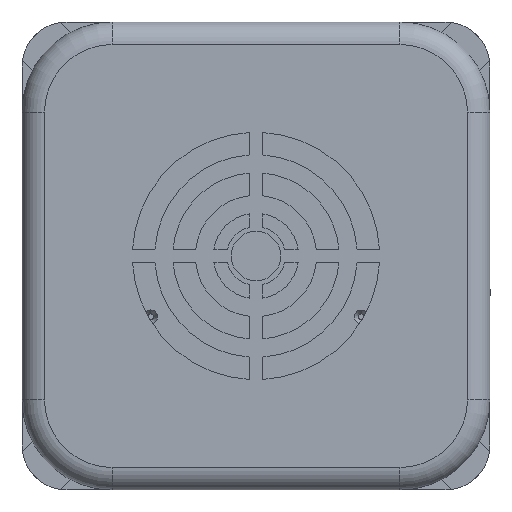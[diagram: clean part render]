
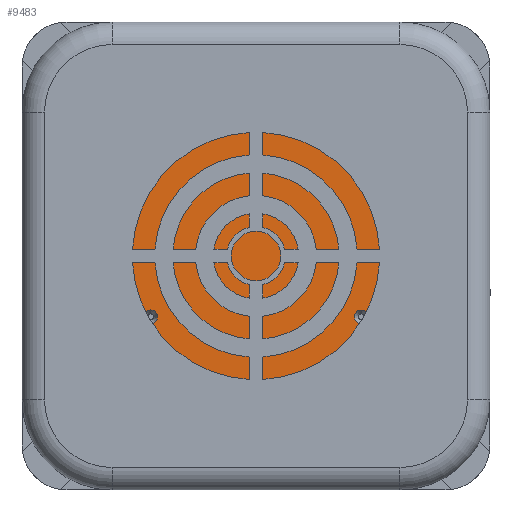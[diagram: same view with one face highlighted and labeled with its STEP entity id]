
A CAD part, front view. The second image highlights one B-rep face of the part: STEP entity #9483.
In plain terms, the highlighted planar face has unit normal (0, -1, 0).
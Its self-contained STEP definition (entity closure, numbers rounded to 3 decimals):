
#164 = ORIENTED_EDGE ( 'NONE', *, *, #11628, .F. ) ;
#198 = CARTESIAN_POINT ( 'NONE',  ( 0., -137.8, 28.5 ) ) ;
#295 = FACE_BOUND ( 'NONE', #2375, .T. ) ;
#340 = VERTEX_POINT ( 'NONE', #691 ) ;
#386 = DIRECTION ( 'NONE',  ( 0., -1., 0. ) ) ;
#489 = EDGE_CURVE ( 'NONE', #8061, #4682, #6770, .T. ) ;
#503 = ORIENTED_EDGE ( 'NONE', *, *, #11257, .F. ) ;
#691 = CARTESIAN_POINT ( 'NONE',  ( -23.383, -137.8, -12. ) ) ;
#940 = DIRECTION ( 'NONE',  ( 0., 0., -1. ) ) ;
#1191 = AXIS2_PLACEMENT_3D ( 'NONE', #7431, #5289, #12958 ) ;
#1681 = DIRECTION ( 'NONE',  ( 0., -1., 0. ) ) ;
#1713 = CIRCLE ( 'NONE', #10529, 1.5 ) ;
#1746 = DIRECTION ( 'NONE',  ( 0., -1., 0. ) ) ;
#1934 = ORIENTED_EDGE ( 'NONE', *, *, #6511, .F. ) ;
#2023 = EDGE_LOOP ( 'NONE', ( #13715, #4146 ) ) ;
#2080 = CIRCLE ( 'NONE', #12344, 1.5 ) ;
#2153 = VERTEX_POINT ( 'NONE', #198 ) ;
#2375 = EDGE_LOOP ( 'NONE', ( #503, #2868 ) ) ;
#2599 = CIRCLE ( 'NONE', #11351, 1.5 ) ;
#2605 = AXIS2_PLACEMENT_3D ( 'NONE', #14163, #7581, #940 ) ;
#2697 = ORIENTED_EDGE ( 'NONE', *, *, #11235, .T. ) ;
#2868 = ORIENTED_EDGE ( 'NONE', *, *, #8983, .F. ) ;
#2953 = FACE_BOUND ( 'NONE', #14090, .T. ) ;
#3220 = CARTESIAN_POINT ( 'NONE',  ( 27., -137.8, 0. ) ) ;
#3909 = CIRCLE ( 'NONE', #8805, 1.5 ) ;
#3919 = CIRCLE ( 'NONE', #9980, 1.5 ) ;
#4146 = ORIENTED_EDGE ( 'NONE', *, *, #489, .F. ) ;
#4299 = CARTESIAN_POINT ( 'NONE',  ( 27., -137.8, 1.5 ) ) ;
#4302 = DIRECTION ( 'NONE',  ( 0., 0., -1. ) ) ;
#4640 = CARTESIAN_POINT ( 'NONE',  ( 0., -137.8, 27. ) ) ;
#4682 = VERTEX_POINT ( 'NONE', #13523 ) ;
#4836 = CARTESIAN_POINT ( 'NONE',  ( -23.383, -137.8, -15. ) ) ;
#4893 = VERTEX_POINT ( 'NONE', #13989 ) ;
#5077 = CARTESIAN_POINT ( 'NONE',  ( 0., -137.8, 0. ) ) ;
#5117 = ORIENTED_EDGE ( 'NONE', *, *, #11455, .F. ) ;
#5250 = VERTEX_POINT ( 'NONE', #11190 ) ;
#5289 = DIRECTION ( 'NONE',  ( 0., -1., 0. ) ) ;
#5355 = DIRECTION ( 'NONE',  ( 0., -1., 0. ) ) ;
#5435 = AXIS2_PLACEMENT_3D ( 'NONE', #6399, #14368, #14337 ) ;
#5538 = DIRECTION ( 'NONE',  ( 0., -1., 0. ) ) ;
#5551 = AXIS2_PLACEMENT_3D ( 'NONE', #5583, #13244, #6687 ) ;
#5562 = FACE_OUTER_BOUND ( 'NONE', #9261, .T. ) ;
#5583 = CARTESIAN_POINT ( 'NONE',  ( 0., -137.8, 0. ) ) ;
#5768 = DIRECTION ( 'NONE',  ( 0., 0., -1. ) ) ;
#5831 = ORIENTED_EDGE ( 'NONE', *, *, #7161, .F. ) ;
#5907 = FACE_BOUND ( 'NONE', #8070, .T. ) ;
#6082 = EDGE_CURVE ( 'NONE', #2153, #6116, #3919, .T. ) ;
#6109 = VERTEX_POINT ( 'NONE', #10158 ) ;
#6116 = VERTEX_POINT ( 'NONE', #9064 ) ;
#6183 = DIRECTION ( 'NONE',  ( 0., 0., -1. ) ) ;
#6399 = CARTESIAN_POINT ( 'NONE',  ( 23.383, -137.8, -13.5 ) ) ;
#6511 = EDGE_CURVE ( 'NONE', #5250, #4893, #3909, .T. ) ;
#6536 = EDGE_LOOP ( 'NONE', ( #5117, #5831 ) ) ;
#6595 = CIRCLE ( 'NONE', #11779, 1.5 ) ;
#6616 = CIRCLE ( 'NONE', #2605, 1.5 ) ;
#6687 = DIRECTION ( 'NONE',  ( 0., 0., -1. ) ) ;
#6696 = CARTESIAN_POINT ( 'NONE',  ( 27., -137.8, 0. ) ) ;
#6770 = CIRCLE ( 'NONE', #5435, 1.5 ) ;
#6791 = AXIS2_PLACEMENT_3D ( 'NONE', #3220, #10928, #4302 ) ;
#7066 = CARTESIAN_POINT ( 'NONE',  ( 0., -137.8, -31. ) ) ;
#7076 = CARTESIAN_POINT ( 'NONE',  ( -27., -137.8, 0. ) ) ;
#7103 = CIRCLE ( 'NONE', #11263, 1.5 ) ;
#7161 = EDGE_CURVE ( 'NONE', #14132, #11641, #9231, .T. ) ;
#7431 = CARTESIAN_POINT ( 'NONE',  ( 0., -137.8, 0. ) ) ;
#7581 = DIRECTION ( 'NONE',  ( 0., -1., 0. ) ) ;
#7724 = EDGE_CURVE ( 'NONE', #6109, #9269, #7831, .T. ) ;
#7768 = DIRECTION ( 'NONE',  ( 0., 0., -1. ) ) ;
#7831 = CIRCLE ( 'NONE', #5551, 31. ) ;
#8061 = VERTEX_POINT ( 'NONE', #13085 ) ;
#8070 = EDGE_LOOP ( 'NONE', ( #164, #1934 ) ) ;
#8168 = DIRECTION ( 'NONE',  ( 0., 0., -1. ) ) ;
#8302 = CARTESIAN_POINT ( 'NONE',  ( -27., -137.8, 0. ) ) ;
#8380 = CARTESIAN_POINT ( 'NONE',  ( -23.383, -137.8, -13.5 ) ) ;
#8478 = FACE_BOUND ( 'NONE', #6536, .T. ) ;
#8805 = AXIS2_PLACEMENT_3D ( 'NONE', #8302, #1681, #9399 ) ;
#8983 = EDGE_CURVE ( 'NONE', #340, #13869, #6616, .T. ) ;
#9064 = CARTESIAN_POINT ( 'NONE',  ( 0., -137.8, 25.5 ) ) ;
#9099 = ORIENTED_EDGE ( 'NONE', *, *, #7724, .T. ) ;
#9231 = CIRCLE ( 'NONE', #6791, 1.5 ) ;
#9261 = EDGE_LOOP ( 'NONE', ( #2697, #9099 ) ) ;
#9269 = VERTEX_POINT ( 'NONE', #7066 ) ;
#9399 = DIRECTION ( 'NONE',  ( 0., 0., -1. ) ) ;
#9461 = DIRECTION ( 'NONE',  ( 0., 0., -1. ) ) ;
#9483 = ADVANCED_FACE ( 'NONE', ( #295, #11739, #2953, #5907, #8478, #5562 ), #9629, .T. ) ;
#9629 = PLANE ( 'NONE',  #1191 ) ;
#9980 = AXIS2_PLACEMENT_3D ( 'NONE', #4640, #12333, #5768 ) ;
#10158 = CARTESIAN_POINT ( 'NONE',  ( 0., -137.8, 31. ) ) ;
#10529 = AXIS2_PLACEMENT_3D ( 'NONE', #7076, #386, #8168 ) ;
#10928 = DIRECTION ( 'NONE',  ( 0., -1., 0. ) ) ;
#11190 = CARTESIAN_POINT ( 'NONE',  ( -27., -137.8, 1.5 ) ) ;
#11235 = EDGE_CURVE ( 'NONE', #9269, #6109, #13460, .T. ) ;
#11257 = EDGE_CURVE ( 'NONE', #13869, #340, #2080, .T. ) ;
#11263 = AXIS2_PLACEMENT_3D ( 'NONE', #6696, #14354, #7768 ) ;
#11346 = EDGE_CURVE ( 'NONE', #4682, #8061, #6595, .T. ) ;
#11351 = AXIS2_PLACEMENT_3D ( 'NONE', #12097, #5538, #13206 ) ;
#11432 = EDGE_CURVE ( 'NONE', #6116, #2153, #2599, .T. ) ;
#11455 = EDGE_CURVE ( 'NONE', #11641, #14132, #7103, .T. ) ;
#11601 = ORIENTED_EDGE ( 'NONE', *, *, #6082, .F. ) ;
#11628 = EDGE_CURVE ( 'NONE', #4893, #5250, #1713, .T. ) ;
#11641 = VERTEX_POINT ( 'NONE', #13629 ) ;
#11739 = FACE_BOUND ( 'NONE', #2023, .T. ) ;
#11779 = AXIS2_PLACEMENT_3D ( 'NONE', #11916, #5355, #13023 ) ;
#11916 = CARTESIAN_POINT ( 'NONE',  ( 23.383, -137.8, -13.5 ) ) ;
#12097 = CARTESIAN_POINT ( 'NONE',  ( 0., -137.8, 27. ) ) ;
#12323 = AXIS2_PLACEMENT_3D ( 'NONE', #5077, #12737, #6183 ) ;
#12333 = DIRECTION ( 'NONE',  ( 0., -1., 0. ) ) ;
#12344 = AXIS2_PLACEMENT_3D ( 'NONE', #8380, #1746, #9461 ) ;
#12737 = DIRECTION ( 'NONE',  ( 0., -1., 0. ) ) ;
#12958 = DIRECTION ( 'NONE',  ( 0., 0., -1. ) ) ;
#13023 = DIRECTION ( 'NONE',  ( 0., 0., -1. ) ) ;
#13085 = CARTESIAN_POINT ( 'NONE',  ( 23.383, -137.8, -12. ) ) ;
#13206 = DIRECTION ( 'NONE',  ( 0., 0., -1. ) ) ;
#13244 = DIRECTION ( 'NONE',  ( 0., -1., 0. ) ) ;
#13411 = ORIENTED_EDGE ( 'NONE', *, *, #11432, .F. ) ;
#13460 = CIRCLE ( 'NONE', #12323, 31. ) ;
#13523 = CARTESIAN_POINT ( 'NONE',  ( 23.383, -137.8, -15. ) ) ;
#13629 = CARTESIAN_POINT ( 'NONE',  ( 27., -137.8, -1.5 ) ) ;
#13715 = ORIENTED_EDGE ( 'NONE', *, *, #11346, .F. ) ;
#13869 = VERTEX_POINT ( 'NONE', #4836 ) ;
#13989 = CARTESIAN_POINT ( 'NONE',  ( -27., -137.8, -1.5 ) ) ;
#14090 = EDGE_LOOP ( 'NONE', ( #13411, #11601 ) ) ;
#14132 = VERTEX_POINT ( 'NONE', #4299 ) ;
#14163 = CARTESIAN_POINT ( 'NONE',  ( -23.383, -137.8, -13.5 ) ) ;
#14337 = DIRECTION ( 'NONE',  ( 0., 0., -1. ) ) ;
#14354 = DIRECTION ( 'NONE',  ( 0., -1., 0. ) ) ;
#14368 = DIRECTION ( 'NONE',  ( 0., -1., 0. ) ) ;
